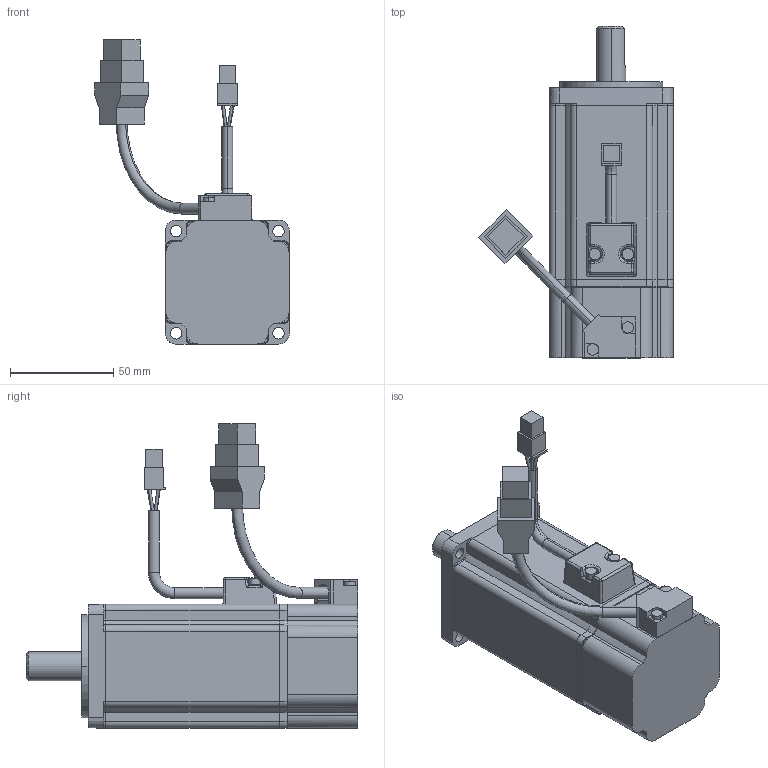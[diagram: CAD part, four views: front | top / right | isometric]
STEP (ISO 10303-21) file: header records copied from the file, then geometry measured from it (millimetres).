
FILE_DESCRIPTION((''),'2;1');
FILE_NAME('ECMA-CX0604ES','2015-03-23T',('MIO.CHEN'),(''),'PRO/ENGINEER BY PARAMETRIC TECHNOLOGY CORPORATION, 2010180','PRO/ENGINEER BY PARAMETRIC TECHNOLOGY CORPORATION, 2010180','');
FILE_SCHEMA(('AUTOMOTIVE_DESIGN_CC2 { 1 2 10303 214 -1 1 5 2 }'));
Length unit declared in the file: millimetre
Products named in the file (1): ECMA-CX0604ES
Bounding box: 94.24 x 160.7 x 147.37 mm (x, y, z)
Volume: 450510.2 mm3; surface area: 49414.2 mm2
Topology: 1 solids, 1 shells, 390 faces, 993 edges, 621 vertices
Faces by surface type: plane 189, cylinder 149, cone 23, bspline 11, torus 10, sphere 8
Entity records: 12597 total; most frequent: CARTESIAN_POINT 3196, ORIENTED_EDGE 1982, DIRECTION 1898, EDGE_CURVE 991, AXIS2_PLACEMENT_3D 660, VERTEX_POINT 621, VECTOR 578, LINE 578
